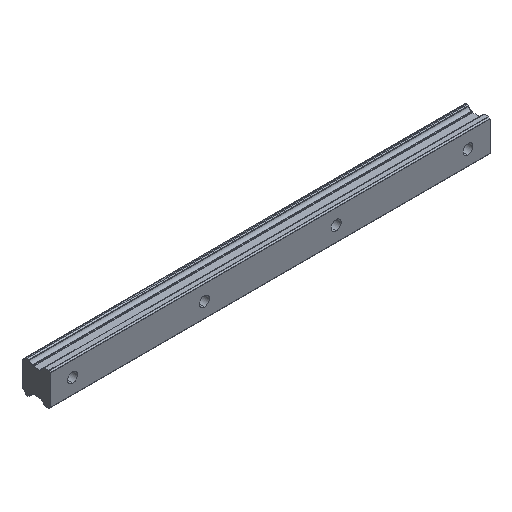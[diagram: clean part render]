
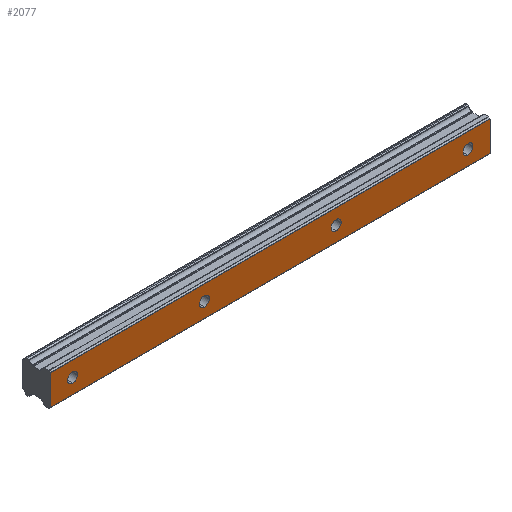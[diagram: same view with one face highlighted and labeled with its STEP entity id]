
A CAD part, isometric view. The second image highlights one B-rep face of the part: STEP entity #2077.
In plain terms, the highlighted planar face has unit normal (0, -1, 0).
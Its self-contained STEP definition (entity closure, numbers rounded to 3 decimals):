
#38 = AXIS2_PLACEMENT_3D ( 'NONE', #1482, #177, #844 ) ;
#63 = AXIS2_PLACEMENT_3D ( 'NONE', #1063, #224, #1876 ) ;
#69 = AXIS2_PLACEMENT_3D ( 'NONE', #361, #1025, #1698 ) ;
#94 = CARTESIAN_POINT ( 'NONE',  ( 190., 0., 6.786 ) ) ;
#152 = FACE_BOUND ( 'NONE', #436, .T. ) ;
#177 = DIRECTION ( 'NONE',  ( 0., -1., 0. ) ) ;
#195 = DIRECTION ( 'NONE',  ( 0., -1., 0. ) ) ;
#203 = EDGE_CURVE ( 'NONE', #1976, #1048, #347, .T. ) ;
#206 = AXIS2_PLACEMENT_3D ( 'NONE', #1672, #195, #854 ) ;
#224 = DIRECTION ( 'NONE',  ( 0., -1., 0. ) ) ;
#239 = CIRCLE ( 'NONE', #63, 2.25 ) ;
#283 = CARTESIAN_POINT ( 'NONE',  ( 120., 0., -2.25 ) ) ;
#293 = EDGE_CURVE ( 'NONE', #1048, #1976, #239, .T. ) ;
#301 = DIRECTION ( 'NONE',  ( -1., 0., 0. ) ) ;
#302 = VERTEX_POINT ( 'NONE', #1738 ) ;
#318 = AXIS2_PLACEMENT_3D ( 'NONE', #1173, #996, #1651 ) ;
#333 = ORIENTED_EDGE ( 'NONE', *, *, #1630, .F. ) ;
#347 = CIRCLE ( 'NONE', #206, 2.25 ) ;
#349 = VECTOR ( 'NONE', #301, 1000. ) ;
#350 = ORIENTED_EDGE ( 'NONE', *, *, #203, .F. ) ;
#361 = CARTESIAN_POINT ( 'NONE',  ( 0., 0., 0. ) ) ;
#368 = ORIENTED_EDGE ( 'NONE', *, *, #1069, .F. ) ;
#369 = ORIENTED_EDGE ( 'NONE', *, *, #1789, .F. ) ;
#370 = DIRECTION ( 'NONE',  ( 0., -1., 0. ) ) ;
#382 = DIRECTION ( 'NONE',  ( 0., 0., 1. ) ) ;
#392 = ORIENTED_EDGE ( 'NONE', *, *, #293, .F. ) ;
#412 = AXIS2_PLACEMENT_3D ( 'NONE', #1452, #1794, #1268 ) ;
#427 = VERTEX_POINT ( 'NONE', #923 ) ;
#428 = EDGE_CURVE ( 'NONE', #1996, #720, #1708, .T. ) ;
#436 = EDGE_LOOP ( 'NONE', ( #350, #392 ) ) ;
#469 = VERTEX_POINT ( 'NONE', #2127 ) ;
#473 = VERTEX_POINT ( 'NONE', #1226 ) ;
#484 = EDGE_LOOP ( 'NONE', ( #1302, #2151, #893, #541 ) ) ;
#486 = CIRCLE ( 'NONE', #702, 2.25 ) ;
#487 = PLANE ( 'NONE',  #2102 ) ;
#492 = CIRCLE ( 'NONE', #38, 2.25 ) ;
#541 = ORIENTED_EDGE ( 'NONE', *, *, #1875, .F. ) ;
#549 = CIRCLE ( 'NONE', #1886, 2.25 ) ;
#679 = FACE_BOUND ( 'NONE', #2132, .T. ) ;
#680 = VERTEX_POINT ( 'NONE', #283 ) ;
#693 = CARTESIAN_POINT ( 'NONE',  ( 0., 0., 2.25 ) ) ;
#702 = AXIS2_PLACEMENT_3D ( 'NONE', #1164, #1669, #850 ) ;
#707 = DIRECTION ( 'NONE',  ( 0., 0., 1. ) ) ;
#720 = VERTEX_POINT ( 'NONE', #1093 ) ;
#737 = EDGE_CURVE ( 'NONE', #1587, #427, #928, .T. ) ;
#803 = FACE_OUTER_BOUND ( 'NONE', #484, .T. ) ;
#814 = FACE_BOUND ( 'NONE', #1725, .T. ) ;
#825 = CARTESIAN_POINT ( 'NONE',  ( 190., 0., 6.786 ) ) ;
#826 = CARTESIAN_POINT ( 'NONE',  ( 0., 0., -2.25 ) ) ;
#844 = DIRECTION ( 'NONE',  ( 0., 0., 1. ) ) ;
#850 = DIRECTION ( 'NONE',  ( 0., 0., 1. ) ) ;
#854 = DIRECTION ( 'NONE',  ( 0., 0., 1. ) ) ;
#885 = EDGE_CURVE ( 'NONE', #987, #1146, #1713, .T. ) ;
#893 = ORIENTED_EDGE ( 'NONE', *, *, #2011, .F. ) ;
#896 = CARTESIAN_POINT ( 'NONE',  ( 180., 0., -2.25 ) ) ;
#923 = CARTESIAN_POINT ( 'NONE',  ( 190., 0., -6.786 ) ) ;
#928 = LINE ( 'NONE', #94, #2185 ) ;
#955 = CARTESIAN_POINT ( 'NONE',  ( 60., 0., 2.25 ) ) ;
#987 = VERTEX_POINT ( 'NONE', #693 ) ;
#996 = DIRECTION ( 'NONE',  ( 0., -1., 0. ) ) ;
#1025 = DIRECTION ( 'NONE',  ( 0., -1., 0. ) ) ;
#1048 = VERTEX_POINT ( 'NONE', #1501 ) ;
#1063 = CARTESIAN_POINT ( 'NONE',  ( 60., 0., 0. ) ) ;
#1069 = EDGE_CURVE ( 'NONE', #302, #680, #486, .T. ) ;
#1070 = CARTESIAN_POINT ( 'NONE',  ( 190., 0., 6.786 ) ) ;
#1093 = CARTESIAN_POINT ( 'NONE',  ( 180., 0., 2.25 ) ) ;
#1146 = VERTEX_POINT ( 'NONE', #826 ) ;
#1164 = CARTESIAN_POINT ( 'NONE',  ( 120., 0., 0. ) ) ;
#1173 = CARTESIAN_POINT ( 'NONE',  ( 120., 0., 0. ) ) ;
#1225 = LINE ( 'NONE', #1878, #2065 ) ;
#1226 = CARTESIAN_POINT ( 'NONE',  ( -10., 0., -6.786 ) ) ;
#1243 = DIRECTION ( 'NONE',  ( 1., 0., 0. ) ) ;
#1268 = DIRECTION ( 'NONE',  ( 0., 0., 1. ) ) ;
#1302 = ORIENTED_EDGE ( 'NONE', *, *, #1969, .F. ) ;
#1309 = LINE ( 'NONE', #1070, #1821 ) ;
#1333 = CIRCLE ( 'NONE', #318, 2.25 ) ;
#1452 = CARTESIAN_POINT ( 'NONE',  ( 180., 0., 0. ) ) ;
#1482 = CARTESIAN_POINT ( 'NONE',  ( 0., 0., 0. ) ) ;
#1493 = DIRECTION ( 'NONE',  ( 0., 0., 1. ) ) ;
#1501 = CARTESIAN_POINT ( 'NONE',  ( 60., 0., -2.25 ) ) ;
#1542 = CARTESIAN_POINT ( 'NONE',  ( 180., 0., 0. ) ) ;
#1587 = VERTEX_POINT ( 'NONE', #1949 ) ;
#1609 = LINE ( 'NONE', #1808, #349 ) ;
#1627 = EDGE_CURVE ( 'NONE', #680, #302, #1333, .T. ) ;
#1630 = EDGE_CURVE ( 'NONE', #1146, #987, #492, .T. ) ;
#1651 = DIRECTION ( 'NONE',  ( 0., 0., 1. ) ) ;
#1669 = DIRECTION ( 'NONE',  ( 0., -1., 0. ) ) ;
#1672 = CARTESIAN_POINT ( 'NONE',  ( 60., 0., 0. ) ) ;
#1698 = DIRECTION ( 'NONE',  ( 0., 0., 1. ) ) ;
#1708 = CIRCLE ( 'NONE', #412, 2.25 ) ;
#1713 = CIRCLE ( 'NONE', #69, 2.25 ) ;
#1725 = EDGE_LOOP ( 'NONE', ( #368, #2148 ) ) ;
#1738 = CARTESIAN_POINT ( 'NONE',  ( 120., 0., 2.25 ) ) ;
#1740 = EDGE_LOOP ( 'NONE', ( #2001, #333 ) ) ;
#1789 = EDGE_CURVE ( 'NONE', #720, #1996, #549, .T. ) ;
#1794 = DIRECTION ( 'NONE',  ( 0., -1., 0. ) ) ;
#1808 = CARTESIAN_POINT ( 'NONE',  ( 190., 0., -6.786 ) ) ;
#1821 = VECTOR ( 'NONE', #1243, 1000. ) ;
#1875 = EDGE_CURVE ( 'NONE', #473, #469, #1225, .T. ) ;
#1876 = DIRECTION ( 'NONE',  ( 0., 0., 1. ) ) ;
#1878 = CARTESIAN_POINT ( 'NONE',  ( -10., 0., 6.786 ) ) ;
#1886 = AXIS2_PLACEMENT_3D ( 'NONE', #1542, #370, #382 ) ;
#1949 = CARTESIAN_POINT ( 'NONE',  ( 190., 0., 6.786 ) ) ;
#1969 = EDGE_CURVE ( 'NONE', #427, #473, #1609, .T. ) ;
#1976 = VERTEX_POINT ( 'NONE', #955 ) ;
#1978 = DIRECTION ( 'NONE',  ( 0., 1., 0. ) ) ;
#1992 = ORIENTED_EDGE ( 'NONE', *, *, #428, .F. ) ;
#1996 = VERTEX_POINT ( 'NONE', #896 ) ;
#1999 = FACE_BOUND ( 'NONE', #1740, .T. ) ;
#2001 = ORIENTED_EDGE ( 'NONE', *, *, #885, .F. ) ;
#2011 = EDGE_CURVE ( 'NONE', #469, #1587, #1309, .T. ) ;
#2065 = VECTOR ( 'NONE', #707, 1000. ) ;
#2077 = ADVANCED_FACE ( 'NONE', ( #803, #1999, #679, #814, #152 ), #487, .F. ) ;
#2102 = AXIS2_PLACEMENT_3D ( 'NONE', #825, #1978, #1493 ) ;
#2113 = DIRECTION ( 'NONE',  ( 0., 0., -1. ) ) ;
#2127 = CARTESIAN_POINT ( 'NONE',  ( -10., 0., 6.786 ) ) ;
#2132 = EDGE_LOOP ( 'NONE', ( #369, #1992 ) ) ;
#2148 = ORIENTED_EDGE ( 'NONE', *, *, #1627, .F. ) ;
#2151 = ORIENTED_EDGE ( 'NONE', *, *, #737, .F. ) ;
#2185 = VECTOR ( 'NONE', #2113, 1000. ) ;
